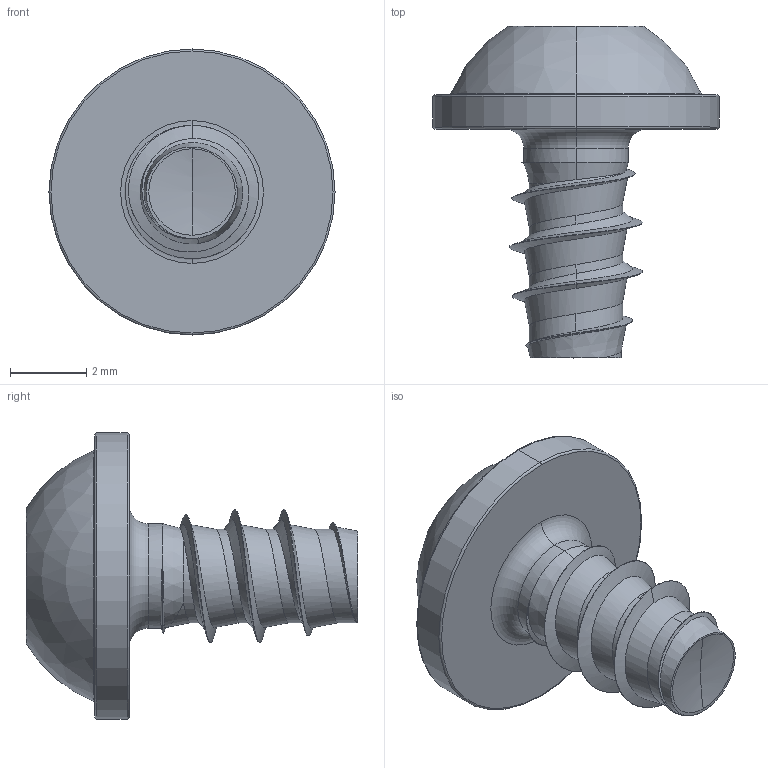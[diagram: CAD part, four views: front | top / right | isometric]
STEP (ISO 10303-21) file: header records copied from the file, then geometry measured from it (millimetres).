
FILE_DESCRIPTION (( 'STEP AP203' ), '1' );
FILE_NAME ('STP380350060.STEP', '2017-08-15T17:40:09', ( '' ), ( '' ), 'SwSTEP 2.0', 'SolidWorks 2015', '' );
FILE_SCHEMA (( 'CONFIG_CONTROL_DESIGN' ));
Length unit declared in the file: millimetre
Products named in the file (1): STP380350060
Bounding box: 7.5 x 8.7 x 7.5 mm (x, y, z)
Volume: 103.8 mm3; surface area: 205.9 mm2
Topology: 1 solids, 1 shells, 93 faces, 224 edges, 134 vertices
Faces by surface type: bspline 35, cylinder 32, cone 11, torus 8, sphere 4, plane 3
Entity records: 10441 total; most frequent: CARTESIAN_POINT 8521, ORIENTED_EDGE 444, DIRECTION 299, EDGE_CURVE 222, VERTEX_POINT 134, AXIS2_PLACEMENT_3D 126, B_SPLINE_CURVE_WITH_KNOTS 100, EDGE_LOOP 96
